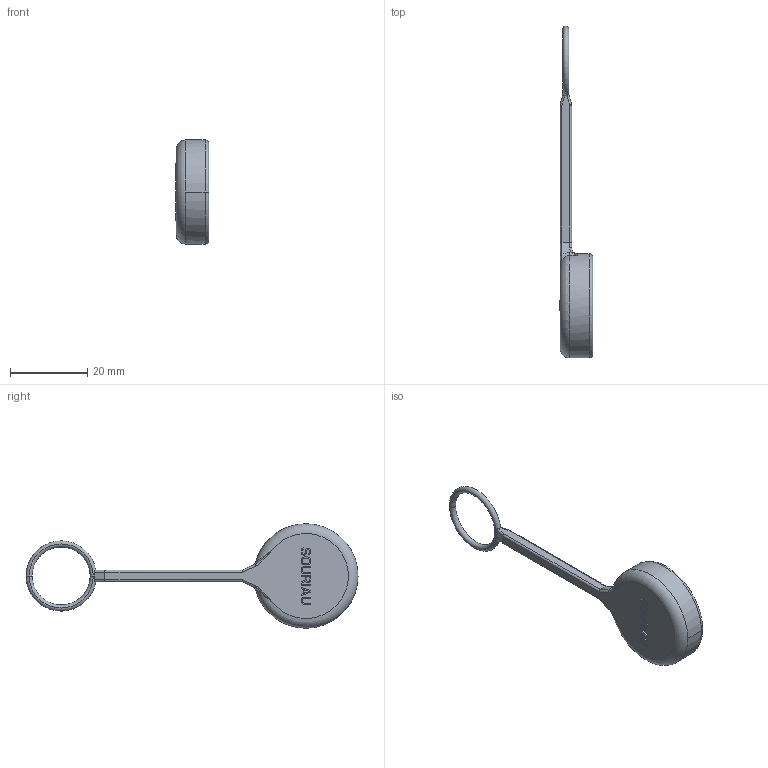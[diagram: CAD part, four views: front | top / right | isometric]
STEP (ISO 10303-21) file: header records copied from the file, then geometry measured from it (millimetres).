
FILE_DESCRIPTION((''),'2;1');
FILE_NAME('UTL610DCG_SW0001','2014-08-19T',('mragaine'),('SOURIAU'),'PRO/ENGINEER BY PARAMETRIC TECHNOLOGY CORPORATION, 2010140','PRO/ENGINEER BY PARAMETRIC TECHNOLOGY CORPORATION, 2010140','');
FILE_SCHEMA(('CONFIG_CONTROL_DESIGN'));
Length unit declared in the file: millimetre
Products named in the file (1): UTL610DCG_SW0001
Bounding box: 8.75 x 85.95 x 27 mm (x, y, z)
Volume: 3778 mm3; surface area: 2794.4 mm2
Topology: 1 solids, 1 shells, 251 faces, 687 edges, 448 vertices
Faces by surface type: plane 212, cylinder 21, torus 8, bspline 8, sphere 2
Entity records: 8294 total; most frequent: CARTESIAN_POINT 1950, ORIENTED_EDGE 1374, DIRECTION 1184, EDGE_CURVE 687, VECTOR 612, LINE 612, VERTEX_POINT 448, AXIS2_PLACEMENT_3D 286
